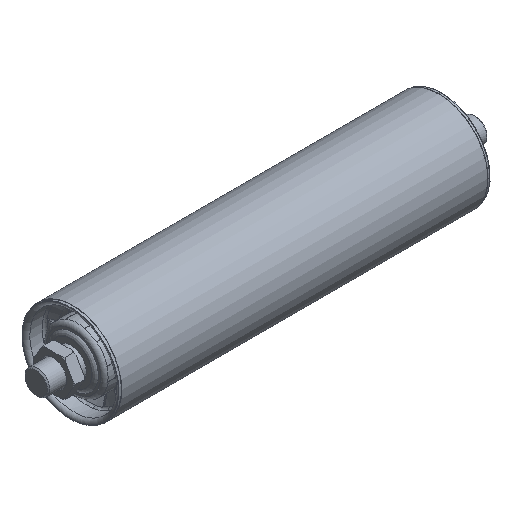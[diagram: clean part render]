
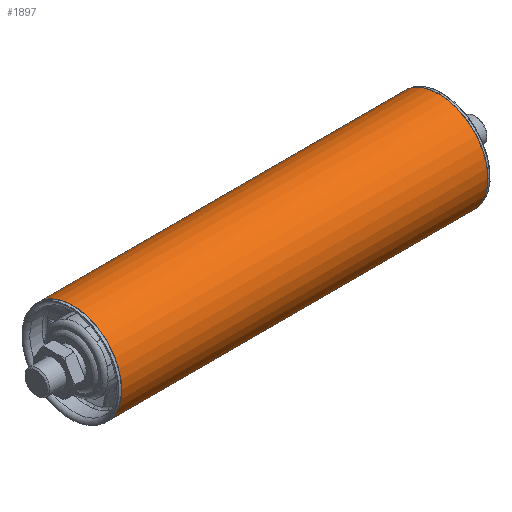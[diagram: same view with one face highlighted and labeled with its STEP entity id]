
A CAD part, isometric view. The second image highlights one B-rep face of the part: STEP entity #1897.
In plain terms, the highlighted cylindrical face has radius 40 mm (diameter 80 mm), a full revolution.
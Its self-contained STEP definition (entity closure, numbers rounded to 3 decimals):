
#1870=CARTESIAN_POINT('',(75.,0.,0.0));
#1871=DIRECTION('',(1.0,0.,0.0));
#1872=DIRECTION('',(0.0,1.0,0.0));
#1873=AXIS2_PLACEMENT_3D('',#1870,#1871,#1872);
#1874=CYLINDRICAL_SURFACE('',#1873,40.);
#1875=CARTESIAN_POINT('',(-150.,40.,0.0));
#1876=VERTEX_POINT('',#1875);
#1877=CARTESIAN_POINT('',(-150.,0.,0.0));
#1878=DIRECTION('',(1.0,0.0,0.0));
#1879=DIRECTION('',(0.0,1.0,0.0));
#1880=AXIS2_PLACEMENT_3D('',#1877,#1878,#1879);
#1881=CIRCLE('',#1880,40.);
#1882=EDGE_CURVE('',#1876,#1876,#1881,.T.);
#1883=ORIENTED_EDGE('',*,*,#1882,.T.);
#1884=EDGE_LOOP('',(#1883));
#1885=FACE_OUTER_BOUND('',#1884,.T.);
#1886=CARTESIAN_POINT('',(150.,40.,0.0));
#1887=VERTEX_POINT('',#1886);
#1888=CARTESIAN_POINT('',(150.,0.,0.0));
#1889=DIRECTION('',(1.0,0.0,0.0));
#1890=DIRECTION('',(0.0,1.0,0.0));
#1891=AXIS2_PLACEMENT_3D('',#1888,#1889,#1890);
#1892=CIRCLE('',#1891,40.);
#1893=EDGE_CURVE('',#1887,#1887,#1892,.T.);
#1894=ORIENTED_EDGE('',*,*,#1893,.F.);
#1895=EDGE_LOOP('',(#1894));
#1896=FACE_BOUND('',#1895,.T.);
#1897=ADVANCED_FACE('',(#1885,#1896),#1874,.T.);
